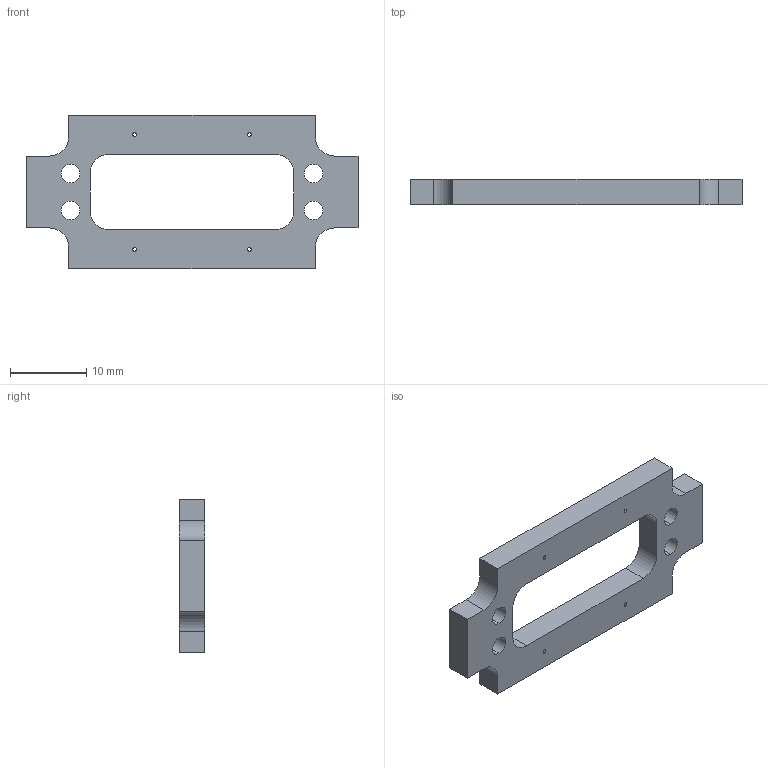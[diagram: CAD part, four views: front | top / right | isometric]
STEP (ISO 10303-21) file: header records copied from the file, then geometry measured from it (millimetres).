
FILE_DESCRIPTION (( 'STEP AP214' ), '1' );
FILE_NAME ('Top Mount Bar.STEP', '2024-09-10T16:21:03', ( '' ), ( '' ), 'SwSTEP 2.0', 'SolidWorks 2013', '' );
FILE_SCHEMA (( 'AUTOMOTIVE_DESIGN' ));
Length unit declared in the file: inch
Products named in the file (1): Top Mount Bar
Bounding box: 43.43 x 3.3 x 20.07 mm (x, y, z)
Volume: 1574 mm3; surface area: 1737.4 mm2
Topology: 1 solids, 1 shells, 54 faces, 144 edges, 96 vertices
Faces by surface type: cylinder 32, plane 22
Entity records: 1788 total; most frequent: DIRECTION 318, CARTESIAN_POINT 295, ORIENTED_EDGE 288, EDGE_CURVE 144, AXIS2_PLACEMENT_3D 119, VERTEX_POINT 96, VECTOR 80, LINE 80
